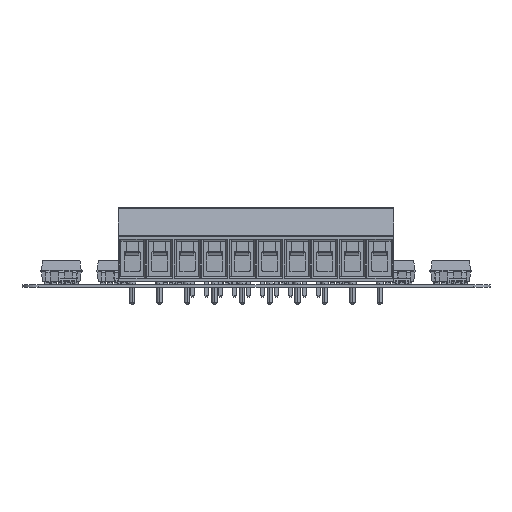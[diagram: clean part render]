
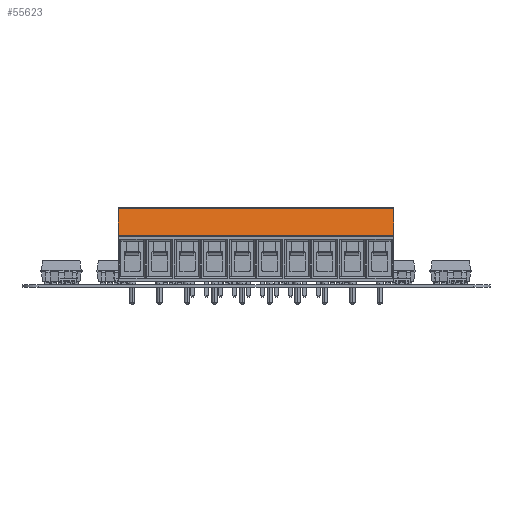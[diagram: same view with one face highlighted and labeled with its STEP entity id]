
A CAD part, left-side view. The second image highlights one B-rep face of the part: STEP entity #55623.
In plain terms, the highlighted face is planar.
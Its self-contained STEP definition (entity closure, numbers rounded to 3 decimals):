
#35517 = VERTEX_POINT('',#35518);
#35518 = CARTESIAN_POINT('',(53.899,29.053,13.948));
#35524 = EDGE_CURVE('',#35517,#35525,#35527,.T.);
#35525 = VERTEX_POINT('',#35526);
#35526 = CARTESIAN_POINT('',(53.061,29.053,
    18.7));
#35527 = LINE('',#35528,#35529);
#35528 = CARTESIAN_POINT('',(54.64,29.053,
    9.746));
#35529 = VECTOR('',#35530,1.);
#35530 = DIRECTION('',(-0.174,0.,
    0.985));
#36601 = VERTEX_POINT('',#36602);
#36602 = CARTESIAN_POINT('',(53.061,79.053,
    18.7));
#36609 = EDGE_CURVE('',#36610,#36601,#36612,.T.);
#36610 = VERTEX_POINT('',#36611);
#36611 = CARTESIAN_POINT('',(53.899,79.053,13.948));
#36612 = LINE('',#36613,#36614);
#36613 = CARTESIAN_POINT('',(54.64,79.053,
    9.746));
#36614 = VECTOR('',#36615,1.);
#36615 = DIRECTION('',(-0.174,0.,
    0.985));
#41232 = EDGE_CURVE('',#35525,#36601,#41233,.T.);
#41233 = LINE('',#41234,#41235);
#41234 = CARTESIAN_POINT('',(53.061,73.453,
    18.7));
#41235 = VECTOR('',#41236,1.);
#41236 = DIRECTION('',(0.,1.,0.));
#51062 = EDGE_CURVE('',#36610,#35517,#51063,.T.);
#51063 = LINE('',#51064,#51065);
#51064 = CARTESIAN_POINT('',(53.899,78.403,13.948));
#51065 = VECTOR('',#51066,1.);
#51066 = DIRECTION('',(0.,-1.,0.));
#55623 = ADVANCED_FACE('',(#55624),#55630,.F.);
#55624 = FACE_BOUND('',#55625,.T.);
#55625 = EDGE_LOOP('',(#55626,#55627,#55628,#55629));
#55626 = ORIENTED_EDGE('',*,*,#41232,.F.);
#55627 = ORIENTED_EDGE('',*,*,#35524,.F.);
#55628 = ORIENTED_EDGE('',*,*,#51062,.F.);
#55629 = ORIENTED_EDGE('',*,*,#36609,.T.);
#55630 = PLANE('',#55631);
#55631 = AXIS2_PLACEMENT_3D('',#55632,#55633,#55634);
#55632 = CARTESIAN_POINT('',(53.071,58.703,18.648));
#55633 = DIRECTION('',(-0.985,0.,
    -0.174));
#55634 = DIRECTION('',(0.174,0.,
    -0.985));
